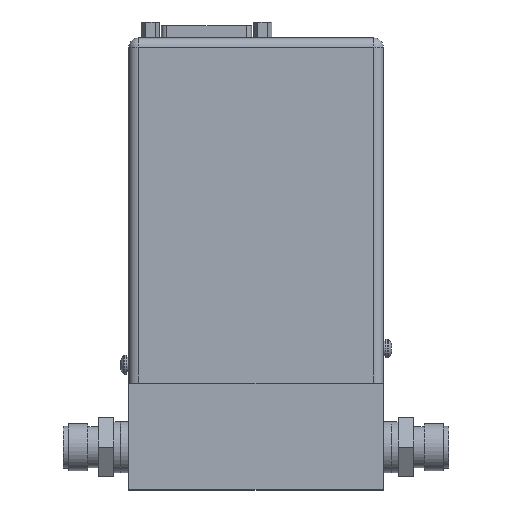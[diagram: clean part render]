
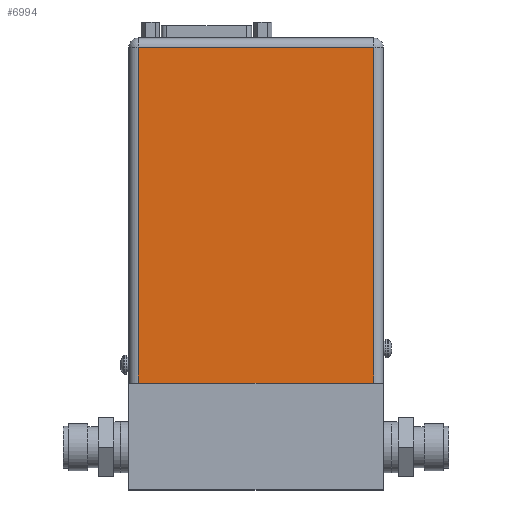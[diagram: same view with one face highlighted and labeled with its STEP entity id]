
A CAD part, top view. The second image highlights one B-rep face of the part: STEP entity #6994.
In plain terms, the highlighted planar face has unit normal (0, 0, 1).
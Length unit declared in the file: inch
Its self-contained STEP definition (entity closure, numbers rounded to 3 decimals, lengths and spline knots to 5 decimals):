
#4161=DIRECTION('',(1.,0.,0.));
#4162=VECTOR('',#4161,2.76);
#4163=CARTESIAN_POINT('',(0.11,3.93,0.));
#4164=LINE('',#4163,#4162);
#4224=DIRECTION('',(0.,-1.,0.));
#4225=VECTOR('',#4224,3.93);
#4226=CARTESIAN_POINT('',(0.11,3.93,0.));
#4227=LINE('',#4226,#4225);
#4251=DIRECTION('',(0.,-1.,0.));
#4252=VECTOR('',#4251,3.93);
#4253=CARTESIAN_POINT('',(2.87,3.93,0.));
#4254=LINE('',#4253,#4252);
#4542=DIRECTION('',(1.,0.,0.));
#4543=VECTOR('',#4542,2.76);
#4544=CARTESIAN_POINT('',(0.11,0.,0.));
#4545=LINE('',#4544,#4543);
#5834=CARTESIAN_POINT('',(0.11,3.93,0.));
#5835=CARTESIAN_POINT('',(2.87,3.93,0.));
#5836=VERTEX_POINT('',#5834);
#5837=VERTEX_POINT('',#5835);
#5842=CARTESIAN_POINT('',(2.87,0.,0.));
#5843=VERTEX_POINT('',#5842);
#5866=CARTESIAN_POINT('',(0.11,0.,0.));
#5867=VERTEX_POINT('',#5866);
#6981=CARTESIAN_POINT('',(0.,0.,0.));
#6982=DIRECTION('',(0.,0.,1.));
#6983=DIRECTION('',(1.,0.,0.));
#6984=AXIS2_PLACEMENT_3D('',#6981,#6982,#6983);
#6985=PLANE('',#6984);
#6986=ORIENTED_EDGE('',*,*,#6866,.T.);
#6988=ORIENTED_EDGE('',*,*,#6987,.T.);
#6990=ORIENTED_EDGE('',*,*,#6989,.F.);
#6991=ORIENTED_EDGE('',*,*,#6971,.F.);
#6992=EDGE_LOOP('',(#6986,#6988,#6990,#6991));
#6993=FACE_OUTER_BOUND('',#6992,.F.);
#6994=ADVANCED_FACE('',(#6993),#6985,.T.);
#6866=EDGE_CURVE('',#5836,#5837,#4164,.T.);
#6971=EDGE_CURVE('',#5836,#5867,#4227,.T.);
#6987=EDGE_CURVE('',#5837,#5843,#4254,.T.);
#6989=EDGE_CURVE('',#5867,#5843,#4545,.T.);
